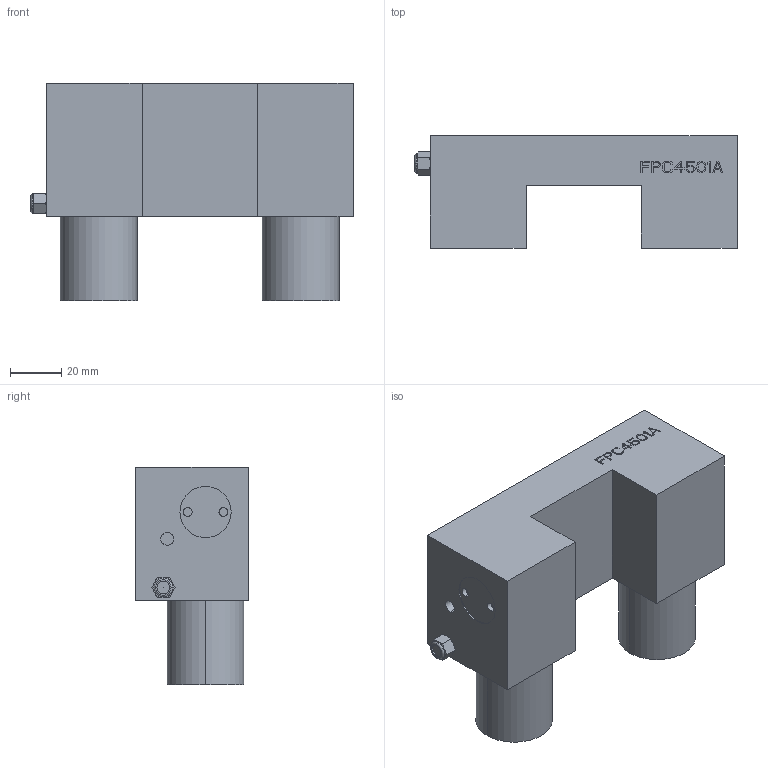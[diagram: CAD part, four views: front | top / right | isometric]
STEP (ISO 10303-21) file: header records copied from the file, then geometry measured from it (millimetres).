
FILE_DESCRIPTION((''),'2;1');
FILE_NAME('FPC4501A','2023-06-20T09:06:42',('lx'),(''),'CREO PARAMETRIC BY PTC INC, 2018100','CREO PARAMETRIC BY PTC INC, 2018100','');
FILE_SCHEMA(('CONFIG_CONTROL_DESIGN'));
Length unit declared in the file: millimetre
Products named in the file (1): FPC4501A
Bounding box: 126 x 44 x 85 mm (x, y, z)
Volume: 239574.5 mm3; surface area: 41975.8 mm2
Topology: 1 solids, 4 shells, 304 faces, 786 edges, 519 vertices
Faces by surface type: plane 242, cylinder 42, cone 16, torus 2, sphere 2
Entity records: 9252 total; most frequent: CARTESIAN_POINT 1721, ORIENTED_EDGE 1568, DIRECTION 1482, EDGE_CURVE 784, VECTOR 646, LINE 646, VERTEX_POINT 519, AXIS2_PLACEMENT_3D 418
